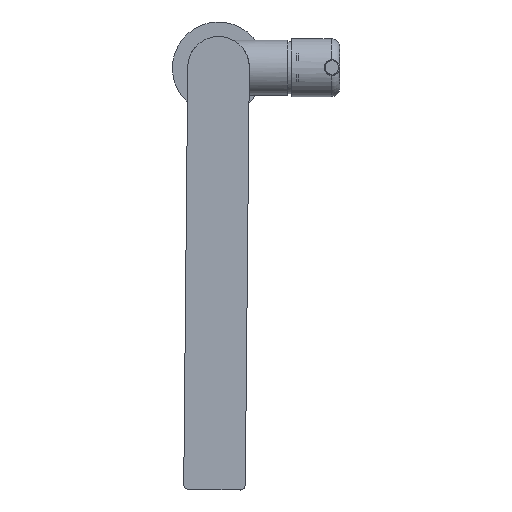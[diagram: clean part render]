
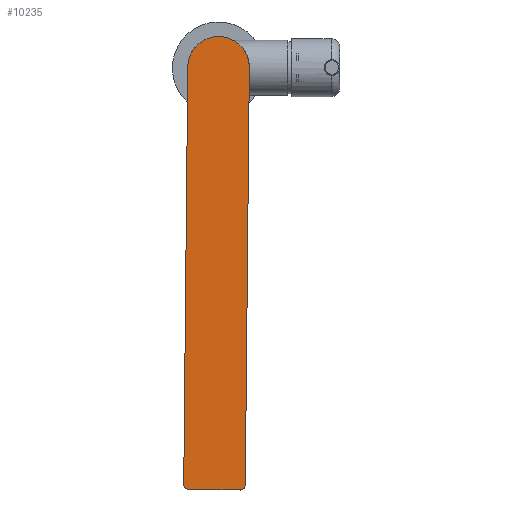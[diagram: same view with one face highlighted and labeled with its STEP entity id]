
A CAD part, top view. The second image highlights one B-rep face of the part: STEP entity #10235.
In plain terms, the highlighted planar face has unit normal (0, 0, 1).
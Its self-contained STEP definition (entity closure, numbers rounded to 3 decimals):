
#259 = CARTESIAN_POINT ( 'NONE',  ( 15.643, -244.162, 276.5 ) ) ;
#509 = LINE ( 'NONE', #9568, #10286 ) ;
#650 = EDGE_CURVE ( 'NONE', #12724, #12847, #509, .T. ) ;
#1450 = AXIS2_PLACEMENT_3D ( 'NONE', #13578, #4349, #10004 ) ;
#1572 = ORIENTED_EDGE ( 'NONE', *, *, #14328, .T. ) ;
#1758 = EDGE_CURVE ( 'NONE', #8079, #12724, #3253, .T. ) ;
#1990 = ORIENTED_EDGE ( 'NONE', *, *, #1758, .T. ) ;
#2867 = VECTOR ( 'NONE', #11350, 1000. ) ;
#2982 = VERTEX_POINT ( 'NONE', #259 ) ;
#3253 = CIRCLE ( 'NONE', #4453, 3. ) ;
#3816 = PLANE ( 'NONE',  #7785 ) ;
#3975 = CARTESIAN_POINT ( 'NONE',  ( -17.999, 0.174, 276.5 ) ) ;
#4075 = CARTESIAN_POINT ( 'NONE',  ( 0., 0., 276.5 ) ) ;
#4226 = DIRECTION ( 'NONE',  ( 0., 0., 1. ) ) ;
#4315 = ORIENTED_EDGE ( 'NONE', *, *, #650, .T. ) ;
#4349 = DIRECTION ( 'NONE',  ( 0., 0., 1. ) ) ;
#4453 = AXIS2_PLACEMENT_3D ( 'NONE', #11289, #9020, #12594 ) ;
#4976 = DIRECTION ( 'NONE',  ( 0., 0., 1. ) ) ;
#5316 = CARTESIAN_POINT ( 'NONE',  ( 12.614, -247.133, 276.5 ) ) ;
#5775 = EDGE_CURVE ( 'NONE', #13528, #8079, #12963, .T. ) ;
#5901 = DIRECTION ( 'NONE',  ( -0.01, -1., 0. ) ) ;
#6458 = VERTEX_POINT ( 'NONE', #13068 ) ;
#7416 = CARTESIAN_POINT ( 'NONE',  ( -17.384, -246.844, 276.5 ) ) ;
#7548 = DIRECTION ( 'NONE',  ( 1., -0.01, 0. ) ) ;
#7785 = AXIS2_PLACEMENT_3D ( 'NONE', #11808, #4976, #12943 ) ;
#8079 = VERTEX_POINT ( 'NONE', #10963 ) ;
#8127 = VECTOR ( 'NONE', #5901, 1000. ) ;
#9020 = DIRECTION ( 'NONE',  ( 0., 0., 1. ) ) ;
#9568 = CARTESIAN_POINT ( 'NONE',  ( -20.384, -246.815, 276.5 ) ) ;
#9925 = CARTESIAN_POINT ( 'NONE',  ( 17.999, -0.174, 276.5 ) ) ;
#10004 = DIRECTION ( 'NONE',  ( 1., -0.01, 0. ) ) ;
#10165 = ORIENTED_EDGE ( 'NONE', *, *, #13180, .F. ) ;
#10235 = ADVANCED_FACE ( 'NONE', ( #12213 ), #3816, .T. ) ;
#10286 = VECTOR ( 'NONE', #11862, 1000. ) ;
#10773 = ORIENTED_EDGE ( 'NONE', *, *, #5775, .T. ) ;
#10963 = CARTESIAN_POINT ( 'NONE',  ( -20.355, -243.815, 276.5 ) ) ;
#11289 = CARTESIAN_POINT ( 'NONE',  ( -17.355, -243.844, 276.5 ) ) ;
#11350 = DIRECTION ( 'NONE',  ( -0.01, -1., 0. ) ) ;
#11375 = EDGE_CURVE ( 'NONE', #6458, #13528, #14101, .T. ) ;
#11443 = CARTESIAN_POINT ( 'NONE',  ( -17.999, 0.174, 276.5 ) ) ;
#11484 = EDGE_LOOP ( 'NONE', ( #10773, #1990, #4315, #1572, #10165, #11493 ) ) ;
#11493 = ORIENTED_EDGE ( 'NONE', *, *, #11375, .T. ) ;
#11808 = CARTESIAN_POINT ( 'NONE',  ( 0., 0., 276.5 ) ) ;
#11862 = DIRECTION ( 'NONE',  ( 1., -0.01, 0. ) ) ;
#12035 = AXIS2_PLACEMENT_3D ( 'NONE', #4075, #4226, #7548 ) ;
#12213 = FACE_OUTER_BOUND ( 'NONE', #11484, .T. ) ;
#12359 = LINE ( 'NONE', #9925, #2867 ) ;
#12594 = DIRECTION ( 'NONE',  ( 1., -0.01, 0. ) ) ;
#12724 = VERTEX_POINT ( 'NONE', #7416 ) ;
#12847 = VERTEX_POINT ( 'NONE', #5316 ) ;
#12943 = DIRECTION ( 'NONE',  ( 1., -0.01, 0. ) ) ;
#12963 = LINE ( 'NONE', #11443, #8127 ) ;
#13008 = CIRCLE ( 'NONE', #1450, 3. ) ;
#13068 = CARTESIAN_POINT ( 'NONE',  ( 17.999, -0.174, 276.5 ) ) ;
#13180 = EDGE_CURVE ( 'NONE', #6458, #2982, #12359, .T. ) ;
#13528 = VERTEX_POINT ( 'NONE', #3975 ) ;
#13578 = CARTESIAN_POINT ( 'NONE',  ( 12.643, -244.133, 276.5 ) ) ;
#14101 = CIRCLE ( 'NONE', #12035, 18. ) ;
#14328 = EDGE_CURVE ( 'NONE', #12847, #2982, #13008, .T. ) ;
